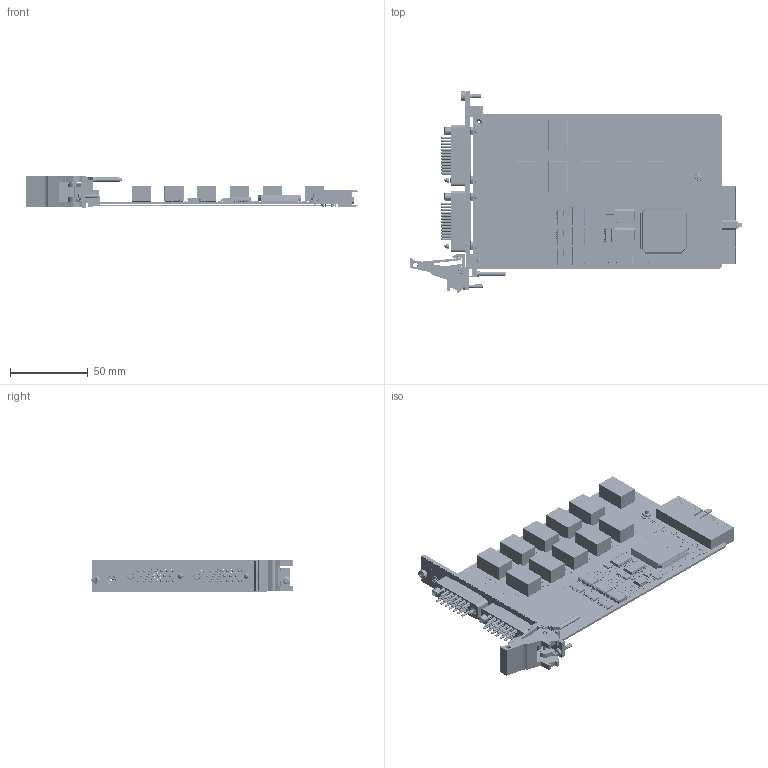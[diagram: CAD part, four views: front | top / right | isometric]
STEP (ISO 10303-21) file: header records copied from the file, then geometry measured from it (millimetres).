
FILE_DESCRIPTION (( 'STEP AP214' ), '1' );
FILE_NAME ('40-160-002 Power Relay Module.STEP', '2013-09-23T07:32:20', ( 'admin' ), ( '' ), 'SwSTEP 2.0', 'SolidWorks 2012', '' );
FILE_SCHEMA (( 'AUTOMOTIVE_DESIGN' ));
Length unit declared in the file: millimetre
Products named in the file (1): 40-160-002 Power Relay Module
Bounding box: 213.93 x 129.67 x 20 mm (x, y, z)
Surface area: 104628.8 mm2 (no closed solid volume)
Topology: 0 solids, 589 shells, 3908 faces, 17053 edges, 13095 vertices
Faces by surface type: plane 2742, cylinder 945, torus 85, cone 82, bspline 31, sphere 23
Full cylindrical faces by diameter (mm): 0.406 x86, 0.6 x108, 0.7 x36, 0.9 x33, 1 x32, 1.496 x2, 1.5 x40, 1.55 x40, 2 x6, 2.05 x2, 2.497 x1, 2.5 x4, 2.6 x2, 2.8 x1, 2.951 x2, 3 x3, 3.15 x32, 3.2 x40, 3.665 x1, 3.75 x2, 4.35 x1, 4.7 x4, 4.75 x2, 5 x6, 5.2 x4, 5.3 x1, 5.9 x1, 6 x1, 6.8 x3
Entity records: 220904 total; most frequent: CARTESIAN_POINT 42328, DIRECTION 27667, ORIENTED_EDGE 21729, EDGE_CURVE 16199, VERTEX_POINT 12922, LINE 11425, VECTOR 11425, AXIS2_PLACEMENT_3D 8121
